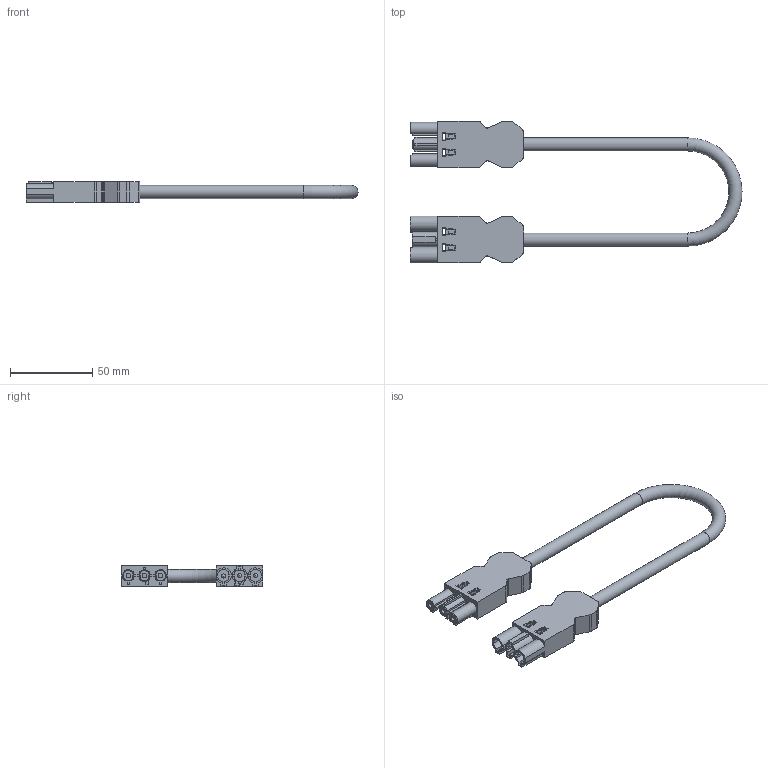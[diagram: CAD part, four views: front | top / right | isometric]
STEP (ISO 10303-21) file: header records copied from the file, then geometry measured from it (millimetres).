
FILE_DESCRIPTION(/* description */ ('STEP AP214'),/* implementation_level */ '2;1');
FILE_NAME(/* name */ '6SACP3J316B.2000',/* time_stamp */ '2022-12-09T10:36:59+01:00',/* author */ ('License CC BY-ND 4.0'),/* organization */ ('CADENAS'),/* preprocessor_version */ 'ST-DEVELOPER v18.102',/* originating_system */ 'PARTsolutions',/* authorisation */ ' ');
FILE_SCHEMA (('AUTOMOTIVE_DESIGN {1 0 10303 214 3 1 1}'));
Length unit declared in the file: millimetre
Products named in the file (1): 6SACP3J316B.2000
Bounding box: 202.4 x 86.2 x 12.6 mm (x, y, z)
Volume: 52280.1 mm3; surface area: 22734.1 mm2
Topology: 1 solids, 1 shells, 364 faces, 1022 edges, 670 vertices
Faces by surface type: plane 251, cylinder 103, cone 6, sphere 3, torus 1
Full cylindrical faces by diameter (mm): 2.5 x3, 2.8 x3, 8 x2
Entity records: 14122 total; most frequent: CARTESIAN_POINT 2065, ORIENTED_EDGE 2004, DIRECTION 1940, EDGE_CURVE 1002, LINE 770, VECTOR 770, VERTEX_POINT 662, AXIS2_PLACEMENT_3D 585
